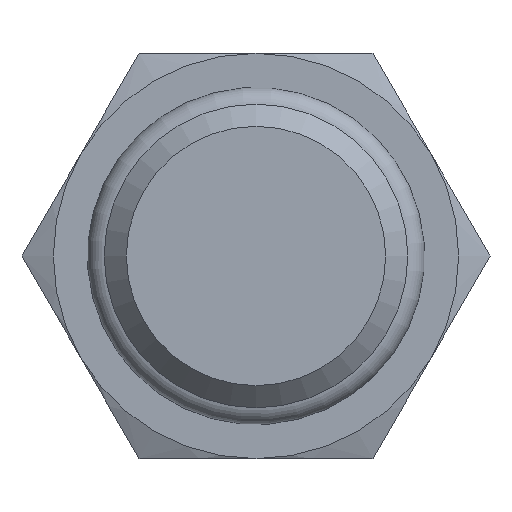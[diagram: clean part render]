
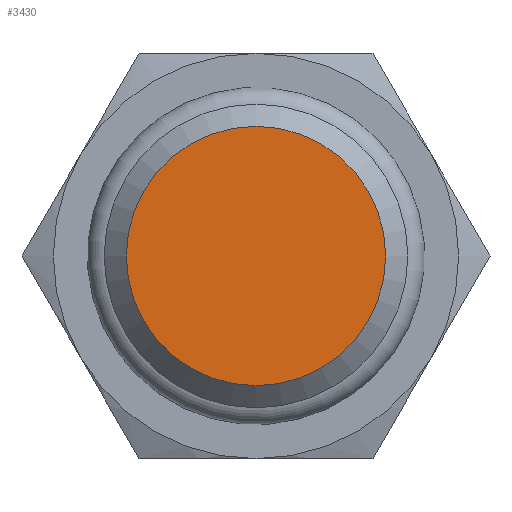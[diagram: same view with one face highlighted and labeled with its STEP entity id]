
A CAD part, left-side view. The second image highlights one B-rep face of the part: STEP entity #3430.
In plain terms, the highlighted planar face has unit normal (-1, 0, 0).
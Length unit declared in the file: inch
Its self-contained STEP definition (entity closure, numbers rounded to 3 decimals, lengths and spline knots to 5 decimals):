
#3407=CARTESIAN_POINT('',(-0.391,0.,0.24));
#3408=VERTEX_POINT('',#3407);
#3409=CARTESIAN_POINT('',(-0.391,0.,0.));
#3410=DIRECTION('',(1.0,0.0,0.0));
#3411=DIRECTION('',(0.0,0.0,-1.0));
#3412=AXIS2_PLACEMENT_3D('',#3409,#3410,#3411);
#3413=CIRCLE('',#3412,0.24);
#3414=EDGE_CURVE('',#3408,#3408,#3413,.T.);
#3422=CARTESIAN_POINT('',(-0.391,0.,0.));
#3423=DIRECTION('',(1.0,0.0,0.0));
#3424=DIRECTION('',(0.0,0.0,-1.0));
#3425=AXIS2_PLACEMENT_3D('',#3422,#3423,#3424);
#3426=PLANE('',#3425);
#3427=ORIENTED_EDGE('',*,*,#3414,.F.);
#3428=EDGE_LOOP('',(#3427));
#3429=FACE_OUTER_BOUND('',#3428,.T.);
#3430=ADVANCED_FACE('',(#3429),#3426,.F.);
